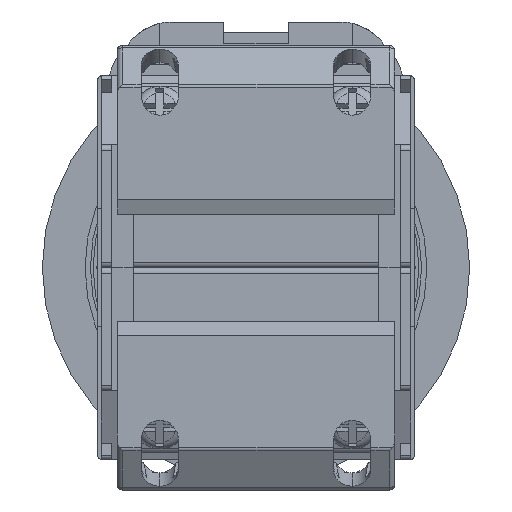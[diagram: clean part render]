
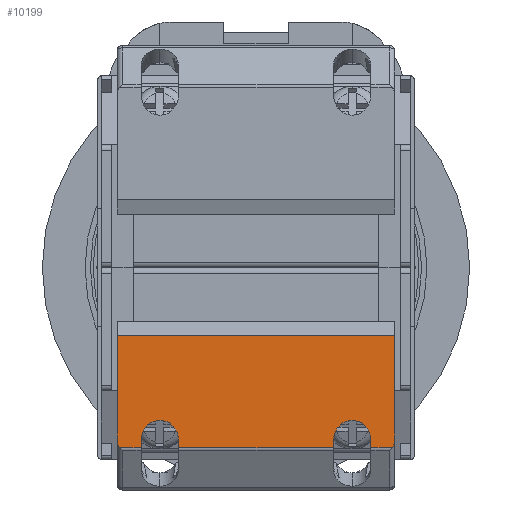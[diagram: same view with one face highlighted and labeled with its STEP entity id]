
A CAD part, front view. The second image highlights one B-rep face of the part: STEP entity #10199.
In plain terms, the highlighted planar face has unit normal (0, -1, 0).
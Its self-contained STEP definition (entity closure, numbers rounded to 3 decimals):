
#209 = VERTEX_POINT ( 'NONE', #10509 ) ;
#260 = AXIS2_PLACEMENT_3D ( 'NONE', #7282, #8417, #1707 ) ;
#335 = CARTESIAN_POINT ( 'NONE',  ( 10.75, -61.5, -16.185 ) ) ;
#376 = VERTEX_POINT ( 'NONE', #1862 ) ;
#512 = ORIENTED_EDGE ( 'NONE', *, *, #9423, .T. ) ;
#623 = ORIENTED_EDGE ( 'NONE', *, *, #1951, .T. ) ;
#1135 = CARTESIAN_POINT ( 'NONE',  ( 13., -61.5, -16.039 ) ) ;
#1173 = VECTOR ( 'NONE', #8972, 1000. ) ;
#1224 = CARTESIAN_POINT ( 'NONE',  ( 13., -61.5, -16.382 ) ) ;
#1682 = VERTEX_POINT ( 'NONE', #12423 ) ;
#1707 = DIRECTION ( 'NONE',  ( 0., 0., -1. ) ) ;
#1819 = EDGE_CURVE ( 'NONE', #5623, #209, #8798, .T. ) ;
#1862 = CARTESIAN_POINT ( 'NONE',  ( -10.75, -61.5, -16.185 ) ) ;
#1944 = CARTESIAN_POINT ( 'NONE',  ( -12.76, -61.5, -16.86 ) ) ;
#1951 = EDGE_CURVE ( 'NONE', #209, #12419, #8889, .T. ) ;
#2382 = CARTESIAN_POINT ( 'NONE',  ( 12.913, -61.5, -16.681 ) ) ;
#2506 = ORIENTED_EDGE ( 'NONE', *, *, #14471, .F. ) ;
#2662 = ORIENTED_EDGE ( 'NONE', *, *, #1819, .T. ) ;
#2764 = EDGE_CURVE ( 'NONE', #5149, #376, #11142, .T. ) ;
#2766 = VERTEX_POINT ( 'NONE', #4275 ) ;
#2870 = VECTOR ( 'NONE', #8484, 1000. ) ;
#2935 = CARTESIAN_POINT ( 'NONE',  ( 13., -61.5, -16.86 ) ) ;
#3059 = CARTESIAN_POINT ( 'NONE',  ( -13., -61.5, -16.382 ) ) ;
#3153 = VECTOR ( 'NONE', #13239, 1000. ) ;
#3298 = DIRECTION ( 'NONE',  ( 0., 0., -1. ) ) ;
#3393 = ORIENTED_EDGE ( 'NONE', *, *, #4185, .T. ) ;
#3458 = ORIENTED_EDGE ( 'NONE', *, *, #8007, .F. ) ;
#3641 = VECTOR ( 'NONE', #9075, 1000. ) ;
#3684 = CARTESIAN_POINT ( 'NONE',  ( 7.25, -61.5, -16.185 ) ) ;
#4102 = LINE ( 'NONE', #14585, #1173 ) ;
#4185 = EDGE_CURVE ( 'NONE', #376, #2766, #5534, .T. ) ;
#4219 = CARTESIAN_POINT ( 'NONE',  ( -10.75, -61.5, -6.374 ) ) ;
#4243 = LINE ( 'NONE', #2935, #12869 ) ;
#4275 = CARTESIAN_POINT ( 'NONE',  ( -7.25, -61.5, -16.185 ) ) ;
#4369 = CARTESIAN_POINT ( 'NONE',  ( 13., -61.5, -6.374 ) ) ;
#4500 = CARTESIAN_POINT ( 'NONE',  ( -12.76, -61.5, -16.86 ) ) ;
#4605 = VERTEX_POINT ( 'NONE', #1135 ) ;
#4723 = CARTESIAN_POINT ( 'NONE',  ( -10.75, -61.5, -12.377 ) ) ;
#4749 = CARTESIAN_POINT ( 'NONE',  ( 7.25, -61.5, -12.377 ) ) ;
#4817 = CARTESIAN_POINT ( 'NONE',  ( -10.75, -61.5, -16.185 ) ) ;
#5020 = EDGE_CURVE ( 'NONE', #1682, #12419, #10164, .T. ) ;
#5149 = VERTEX_POINT ( 'NONE', #12311 ) ;
#5534 =( BOUNDED_CURVE ( )  B_SPLINE_CURVE ( 3, ( #4817, #4723, #13851, #7102 ),
 .UNSPECIFIED., .F., .F. ) 
 B_SPLINE_CURVE_WITH_KNOTS ( ( 4, 4 ),
 ( 4.712, 7.854 ),
 .UNSPECIFIED. ) 
 CURVE ( )  GEOMETRIC_REPRESENTATION_ITEM ( )  RATIONAL_B_SPLINE_CURVE ( ( 1., 0.333, 0.333, 1. ) ) 
 REPRESENTATION_ITEM ( '' )  );
#5623 = VERTEX_POINT ( 'NONE', #7517 ) ;
#5858 = VECTOR ( 'NONE', #3298, 1000. ) ;
#6245 = VERTEX_POINT ( 'NONE', #11244 ) ;
#6285 = DIRECTION ( 'NONE',  ( -1., 0., 0. ) ) ;
#6359 = EDGE_CURVE ( 'NONE', #2766, #7346, #12573, .T. ) ;
#6858 = LINE ( 'NONE', #14426, #3153 ) ;
#7082 = CARTESIAN_POINT ( 'NONE',  ( 10.75, -61.5, -12.377 ) ) ;
#7102 = CARTESIAN_POINT ( 'NONE',  ( -7.25, -61.5, -16.185 ) ) ;
#7135 = VECTOR ( 'NONE', #13502, 1000. ) ;
#7282 = CARTESIAN_POINT ( 'NONE',  ( 13., -61.5, -6.374 ) ) ;
#7300 = VERTEX_POINT ( 'NONE', #4500 ) ;
#7346 = VERTEX_POINT ( 'NONE', #10173 ) ;
#7348 = VECTOR ( 'NONE', #8237, 1000. ) ;
#7517 = CARTESIAN_POINT ( 'NONE',  ( 7.25, -61.5, -16.185 ) ) ;
#7723 = LINE ( 'NONE', #10504, #7348 ) ;
#7945 = EDGE_CURVE ( 'NONE', #12305, #6245, #4102, .T. ) ;
#8007 = EDGE_CURVE ( 'NONE', #4605, #1682, #10472, .T. ) ;
#8138 = VECTOR ( 'NONE', #14366, 1000. ) ;
#8237 = DIRECTION ( 'NONE',  ( 0., 0., 1. ) ) ;
#8341 = CARTESIAN_POINT ( 'NONE',  ( -13., -61.5, -16.039 ) ) ;
#8417 = DIRECTION ( 'NONE',  ( 0., 1., 0. ) ) ;
#8484 = DIRECTION ( 'NONE',  ( 0., 0., -1. ) ) ;
#8538 = EDGE_CURVE ( 'NONE', #9749, #7346, #13661, .T. ) ;
#8798 =( BOUNDED_CURVE ( )  B_SPLINE_CURVE ( 3, ( #3684, #4749, #7082, #335 ),
 .UNSPECIFIED., .F., .F. ) 
 B_SPLINE_CURVE_WITH_KNOTS ( ( 4, 4 ),
 ( 4.712, 7.854 ),
 .UNSPECIFIED. ) 
 CURVE ( )  GEOMETRIC_REPRESENTATION_ITEM ( )  RATIONAL_B_SPLINE_CURVE ( ( 1., 0.333, 0.333, 1. ) ) 
 REPRESENTATION_ITEM ( '' )  );
#8889 = LINE ( 'NONE', #11725, #2870 ) ;
#8972 = DIRECTION ( 'NONE',  ( -1., 0., 0. ) ) ;
#9053 = ORIENTED_EDGE ( 'NONE', *, *, #6359, .T. ) ;
#9075 = DIRECTION ( 'NONE',  ( 0., 0., 1. ) ) ;
#9344 = VERTEX_POINT ( 'NONE', #8341 ) ;
#9360 = CARTESIAN_POINT ( 'NONE',  ( 13., -61.5, -16.86 ) ) ;
#9423 = EDGE_CURVE ( 'NONE', #4605, #12305, #12616, .T. ) ;
#9666 = ORIENTED_EDGE ( 'NONE', *, *, #7945, .T. ) ;
#9749 = VERTEX_POINT ( 'NONE', #10883 ) ;
#9798 = ORIENTED_EDGE ( 'NONE', *, *, #14030, .T. ) ;
#9816 = CARTESIAN_POINT ( 'NONE',  ( -12.913, -61.5, -16.681 ) ) ;
#10040 = CARTESIAN_POINT ( 'NONE',  ( -7.25, -61.5, -6.374 ) ) ;
#10141 = EDGE_CURVE ( 'NONE', #9344, #6245, #7723, .T. ) ;
#10164 = LINE ( 'NONE', #9360, #7135 ) ;
#10173 = CARTESIAN_POINT ( 'NONE',  ( -7.25, -61.5, -16.86 ) ) ;
#10199 = ADVANCED_FACE ( 'NONE', ( #12665 ), #11749, .F. ) ;
#10245 = CARTESIAN_POINT ( 'NONE',  ( 12.76, -61.5, -16.86 ) ) ;
#10298 = CARTESIAN_POINT ( 'NONE',  ( 10.75, -61.5, -16.86 ) ) ;
#10472 =( BOUNDED_CURVE ( )  B_SPLINE_CURVE ( 3, ( #11315, #1224, #2382, #10245 ),
 .UNSPECIFIED., .F., .F. ) 
 B_SPLINE_CURVE_WITH_KNOTS ( ( 4, 4 ),
 ( 4.712, 5.736 ),
 .UNSPECIFIED. ) 
 CURVE ( )  GEOMETRIC_REPRESENTATION_ITEM ( )  RATIONAL_B_SPLINE_CURVE ( ( 1., 0.915, 0.915, 1. ) ) 
 REPRESENTATION_ITEM ( '' )  );
#10504 = CARTESIAN_POINT ( 'NONE',  ( -13., -61.5, -6.374 ) ) ;
#10509 = CARTESIAN_POINT ( 'NONE',  ( 10.75, -61.5, -16.185 ) ) ;
#10788 = DIRECTION ( 'NONE',  ( -1., 0., 0. ) ) ;
#10883 = CARTESIAN_POINT ( 'NONE',  ( 7.25, -61.5, -16.86 ) ) ;
#10918 = CARTESIAN_POINT ( 'NONE',  ( -13., -61.5, -16.039 ) ) ;
#11088 = EDGE_LOOP ( 'NONE', ( #9798, #2662, #623, #13710, #3458, #512, #9666, #13853, #14298, #2506, #11708, #3393, #9053, #11695 ) ) ;
#11142 = LINE ( 'NONE', #4219, #8138 ) ;
#11244 = CARTESIAN_POINT ( 'NONE',  ( -13., -61.5, -6.374 ) ) ;
#11315 = CARTESIAN_POINT ( 'NONE',  ( 13., -61.5, -16.039 ) ) ;
#11695 = ORIENTED_EDGE ( 'NONE', *, *, #8538, .F. ) ;
#11708 = ORIENTED_EDGE ( 'NONE', *, *, #2764, .T. ) ;
#11725 = CARTESIAN_POINT ( 'NONE',  ( 10.75, -61.5, -6.374 ) ) ;
#11749 = PLANE ( 'NONE',  #260 ) ;
#12304 = EDGE_CURVE ( 'NONE', #7300, #9344, #12363, .T. ) ;
#12305 = VERTEX_POINT ( 'NONE', #4369 ) ;
#12311 = CARTESIAN_POINT ( 'NONE',  ( -10.75, -61.5, -16.86 ) ) ;
#12363 =( BOUNDED_CURVE ( )  B_SPLINE_CURVE ( 3, ( #1944, #9816, #3059, #10918 ),
 .UNSPECIFIED., .F., .F. ) 
 B_SPLINE_CURVE_WITH_KNOTS ( ( 4, 4 ),
 ( 3.689, 4.712 ),
 .UNSPECIFIED. ) 
 CURVE ( )  GEOMETRIC_REPRESENTATION_ITEM ( )  RATIONAL_B_SPLINE_CURVE ( ( 1., 0.915, 0.915, 1. ) ) 
 REPRESENTATION_ITEM ( '' )  );
#12419 = VERTEX_POINT ( 'NONE', #10298 ) ;
#12423 = CARTESIAN_POINT ( 'NONE',  ( 12.76, -61.5, -16.86 ) ) ;
#12573 = LINE ( 'NONE', #10040, #5858 ) ;
#12616 = LINE ( 'NONE', #13552, #3641 ) ;
#12665 = FACE_OUTER_BOUND ( 'NONE', #11088, .T. ) ;
#12869 = VECTOR ( 'NONE', #10788, 1000. ) ;
#13239 = DIRECTION ( 'NONE',  ( 0., 0., 1. ) ) ;
#13301 = VECTOR ( 'NONE', #6285, 1000. ) ;
#13502 = DIRECTION ( 'NONE',  ( -1., 0., 0. ) ) ;
#13552 = CARTESIAN_POINT ( 'NONE',  ( 13., -61.5, -6.374 ) ) ;
#13661 = LINE ( 'NONE', #14160, #13301 ) ;
#13710 = ORIENTED_EDGE ( 'NONE', *, *, #5020, .F. ) ;
#13851 = CARTESIAN_POINT ( 'NONE',  ( -7.25, -61.5, -12.377 ) ) ;
#13853 = ORIENTED_EDGE ( 'NONE', *, *, #10141, .F. ) ;
#14030 = EDGE_CURVE ( 'NONE', #9749, #5623, #6858, .T. ) ;
#14160 = CARTESIAN_POINT ( 'NONE',  ( 13., -61.5, -16.86 ) ) ;
#14298 = ORIENTED_EDGE ( 'NONE', *, *, #12304, .F. ) ;
#14366 = DIRECTION ( 'NONE',  ( 0., 0., 1. ) ) ;
#14426 = CARTESIAN_POINT ( 'NONE',  ( 7.25, -61.5, -6.374 ) ) ;
#14471 = EDGE_CURVE ( 'NONE', #5149, #7300, #4243, .T. ) ;
#14585 = CARTESIAN_POINT ( 'NONE',  ( 13., -61.5, -6.374 ) ) ;
